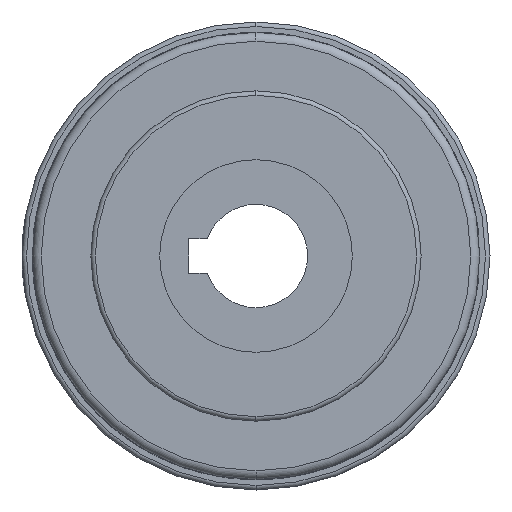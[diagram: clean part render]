
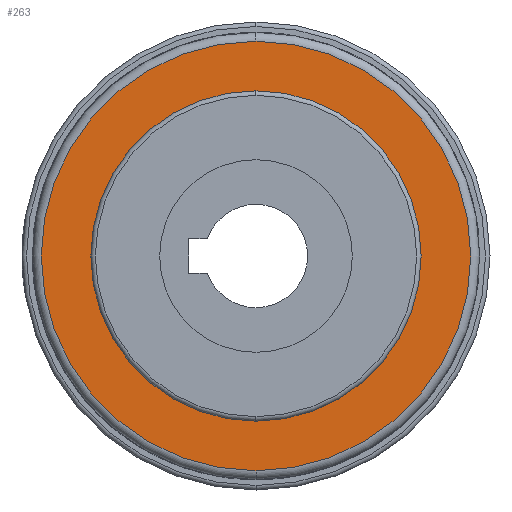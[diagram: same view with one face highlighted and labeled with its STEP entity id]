
A CAD part, left-side view. The second image highlights one B-rep face of the part: STEP entity #263.
In plain terms, the highlighted planar face has unit normal (-1, 0, 0).
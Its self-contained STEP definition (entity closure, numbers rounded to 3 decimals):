
#263=ADVANCED_FACE('',(#733,#734),#735,.T.);
#733=FACE_OUTER_BOUND('',#1205,.T.);
#734=FACE_BOUND('',#1206,.T.);
#735=PLANE('',#1207);
#1205=EDGE_LOOP('',(#2983,#2984,#2985));
#1206=EDGE_LOOP('',(#2986,#2987));
#1207=AXIS2_PLACEMENT_3D('',#2988,#2989,#2990);
#2983=ORIENTED_EDGE('',*,*,#3001,.F.);
#2984=ORIENTED_EDGE('',*,*,#3000,.F.);
#2985=ORIENTED_EDGE('',*,*,#3564,.F.);
#2986=ORIENTED_EDGE('',*,*,#3009,.T.);
#2987=ORIENTED_EDGE('',*,*,#3563,.T.);
#2988=CARTESIAN_POINT('',(30.75,27.6,0.0));
#2989=DIRECTION('',(-1.0,0.,0.0));
#2990=DIRECTION('',(0.,-1.0,-0.0));
#3000=EDGE_CURVE('',#3565,#3568,#3569,.T.);
#3001=EDGE_CURVE('',#3568,#3570,#3571,.T.);
#3009=EDGE_CURVE('',#3578,#3584,#3586,.T.);
#3563=EDGE_CURVE('',#3584,#3578,#4510,.T.);
#3564=EDGE_CURVE('',#3570,#3565,#4511,.T.);
#3565=VERTEX_POINT('',#4512);
#3568=VERTEX_POINT('',#4515);
#3569=CIRCLE('',#4516,31.2);
#3570=VERTEX_POINT('',#4517);
#3571=CIRCLE('',#4518,31.2);
#3578=VERTEX_POINT('',#4525);
#3584=VERTEX_POINT('',#4532);
#3586=CIRCLE('',#4535,24.0);
#4510=CIRCLE('',#6291,24.0);
#4511=CIRCLE('',#6292,31.2);
#4512=CARTESIAN_POINT('',(30.75,0.,-31.2));
#4515=CARTESIAN_POINT('',(30.75,31.2,0.0));
#4516=AXIS2_PLACEMENT_3D('',#6296,#6297,#6298);
#4517=CARTESIAN_POINT('',(30.75,0.,31.2));
#4518=AXIS2_PLACEMENT_3D('',#6299,#6300,#6301);
#4525=CARTESIAN_POINT('',(30.75,24.0,0.0));
#4532=CARTESIAN_POINT('',(30.75,-24.0,0.));
#4535=AXIS2_PLACEMENT_3D('',#6319,#6320,#6321);
#6291=AXIS2_PLACEMENT_3D('',#7320,#7321,#7322);
#6292=AXIS2_PLACEMENT_3D('',#7323,#7324,#7325);
#6296=CARTESIAN_POINT('',(30.75,0.0,0.0));
#6297=DIRECTION('',(1.0,0.0,0.0));
#6298=DIRECTION('',(0.0,1.0,0.0));
#6299=CARTESIAN_POINT('',(30.75,0.0,0.0));
#6300=DIRECTION('',(1.0,0.0,0.0));
#6301=DIRECTION('',(0.0,1.0,0.0));
#6319=CARTESIAN_POINT('',(30.75,0.0,0.0));
#6320=DIRECTION('',(1.0,0.0,0.0));
#6321=DIRECTION('',(0.0,1.0,0.0));
#7320=CARTESIAN_POINT('',(30.75,0.0,0.0));
#7321=DIRECTION('',(1.0,0.0,0.0));
#7322=DIRECTION('',(0.0,1.0,0.0));
#7323=CARTESIAN_POINT('',(30.75,0.0,0.0));
#7324=DIRECTION('',(1.0,0.0,0.0));
#7325=DIRECTION('',(0.0,1.0,0.0));
